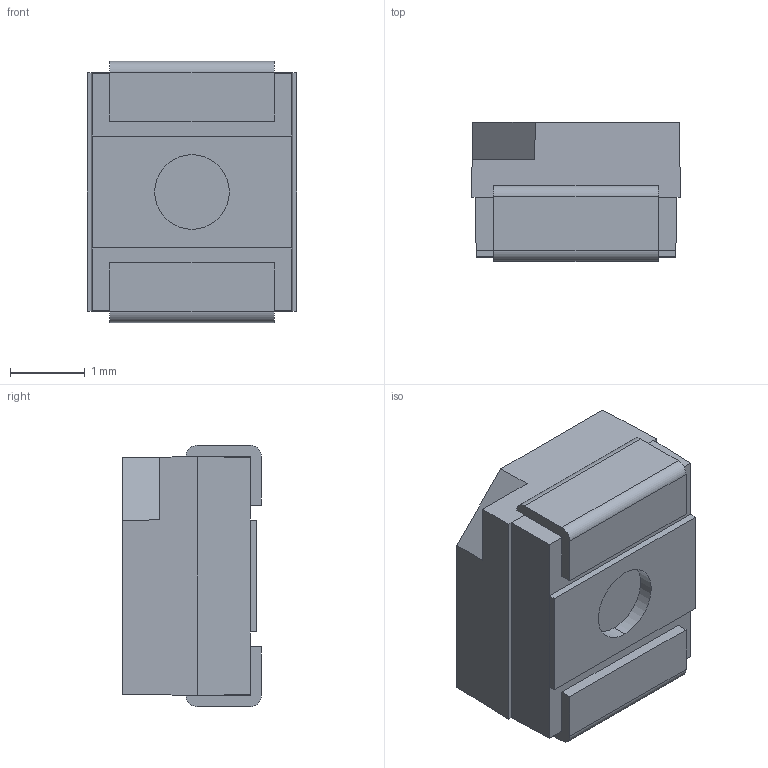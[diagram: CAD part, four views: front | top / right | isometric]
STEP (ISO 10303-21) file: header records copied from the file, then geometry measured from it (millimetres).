
FILE_DESCRIPTION (( 'STEP AP214' ), '1' );
FILE_NAME ('User Library-Everlight 67-21SRC-TR8.STEP', '2017-02-08T16:08:51', ( 'Windows User' ), ( '' ), 'SwSTEP 2.0', 'SolidWorks 2017', '' );
FILE_SCHEMA (( 'AUTOMOTIVE_DESIGN' ));
Length unit declared in the file: millimetre
Products named in the file (5): User Library-Everlight 67-21SRC-TR8_Imported_4; User Library-Everlight 67-21SRC-TR8_Imported_3; User Library-Everlight 67-21SRC-TR8_Imported_2; User Library-Everlight 67-21SRC-TR8_Imported; User Library-Everlight 67-21SRC-TR8
Assembly tree (4 placements, depth 2):
  User Library-Everlight 67-21SRC-TR8
    User Library-Everlight 67-21SRC-TR8_Imported
    User Library-Everlight 67-21SRC-TR8_Imported_2
    User Library-Everlight 67-21SRC-TR8_Imported_3
    User Library-Everlight 67-21SRC-TR8_Imported_4
Bounding box: 2.8 x 1.86 x 3.5 mm (x, y, z)
Volume: 17.2 mm3; surface area: 86.5 mm2
Topology: 4 solids, 4 shells, 54 faces, 124 edges, 80 vertices
Faces by surface type: plane 44, cylinder 6, cone 4
Entity records: 2296 total; most frequent: DIRECTION 266, CARTESIAN_POINT 265, ORIENTED_EDGE 248, EDGE_CURVE 124, LINE 104, VECTOR 104, AXIS2_PLACEMENT_3D 81, VERTEX_POINT 80
